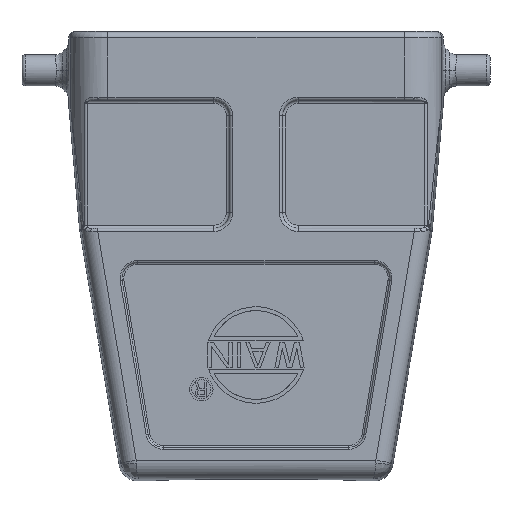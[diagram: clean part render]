
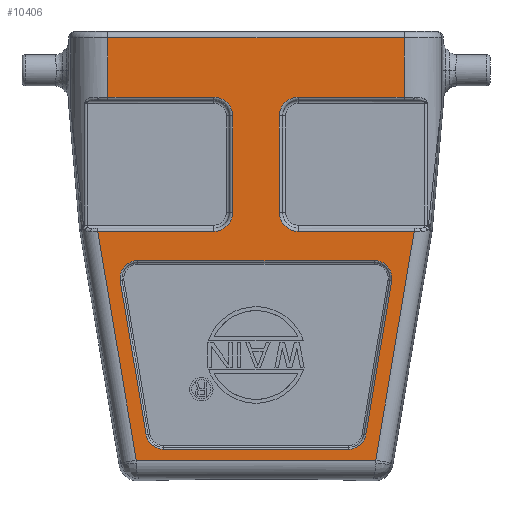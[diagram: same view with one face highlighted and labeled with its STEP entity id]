
A CAD part, front view. The second image highlights one B-rep face of the part: STEP entity #10406.
In plain terms, the highlighted planar face has unit normal (0, -1, 0).
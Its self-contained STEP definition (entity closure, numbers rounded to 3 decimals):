
#267=DIRECTION('',(0.166,0.,0.986));
#268=VECTOR('',#267,37.191);
#269=CARTESIAN_POINT('',(19.187,-21.5,-68.677));
#270=LINE('',#269,#268);
#271=CARTESIAN_POINT('',(25.352,-21.5,-32.));
#313=DIRECTION('',(-1.,0.,0.));
#314=VECTOR('',#313,38.375);
#315=CARTESIAN_POINT('',(19.187,-21.5,-68.677));
#316=LINE('',#315,#314);
#321=DIRECTION('',(-1.,0.,0.));
#322=VECTOR('',#321,16.979);
#323=CARTESIAN_POINT('',(-6.75,-21.5,-10.5));
#324=LINE('',#323,#322);
#325=DIRECTION('',(0.,0.,1.));
#326=VECTOR('',#325,9.5);
#327=CARTESIAN_POINT('',(-23.729,-21.5,-10.5));
#328=LINE('',#327,#326);
#329=DIRECTION('',(0.,0.,-1.));
#330=VECTOR('',#329,9.5);
#331=CARTESIAN_POINT('',(23.729,-21.5,-1.));
#332=LINE('',#331,#330);
#333=DIRECTION('',(-1.,0.,0.));
#334=VECTOR('',#333,16.979);
#335=CARTESIAN_POINT('',(23.729,-21.5,-10.5));
#336=LINE('',#335,#334);
#337=CARTESIAN_POINT('',(6.75,-21.5,-13.5));
#338=DIRECTION('',(0.,-1.,0.));
#339=DIRECTION('',(0.,0.,1.));
#340=AXIS2_PLACEMENT_3D('',#337,#338,#339);
#342=DIRECTION('',(0.,0.,-1.));
#343=VECTOR('',#342,15.5);
#344=CARTESIAN_POINT('',(3.75,-21.5,-13.5));
#345=LINE('',#344,#343);
#346=CARTESIAN_POINT('',(6.75,-21.5,-29.));
#347=DIRECTION('',(0.,-1.,0.));
#348=DIRECTION('',(-1.,0.,0.));
#349=AXIS2_PLACEMENT_3D('',#346,#347,#348);
#351=DIRECTION('',(1.,0.,0.));
#352=VECTOR('',#351,18.602);
#353=CARTESIAN_POINT('',(6.75,-21.5,-32.));
#354=LINE('',#353,#352);
#355=DIRECTION('',(1.,0.,0.));
#356=VECTOR('',#355,18.615);
#357=CARTESIAN_POINT('',(-25.365,-21.5,-32.));
#358=LINE('',#357,#356);
#359=CARTESIAN_POINT('',(-6.75,-21.5,-29.));
#360=DIRECTION('',(0.,-1.,0.));
#361=DIRECTION('',(0.,0.,-1.));
#362=AXIS2_PLACEMENT_3D('',#359,#360,#361);
#364=DIRECTION('',(0.,0.,1.));
#365=VECTOR('',#364,15.5);
#366=CARTESIAN_POINT('',(-3.75,-21.5,-29.));
#367=LINE('',#366,#365);
#368=CARTESIAN_POINT('',(-6.75,-21.5,-13.5));
#369=DIRECTION('',(0.,-1.,0.));
#370=DIRECTION('',(1.,0.,0.));
#371=AXIS2_PLACEMENT_3D('',#368,#369,#370);
#377=DIRECTION('',(1.,0.,0.));
#378=VECTOR('',#377,29.678);
#379=CARTESIAN_POINT('',(-14.84,-21.5,-66.925));
#380=LINE('',#379,#378);
#413=CARTESIAN_POINT('',(-14.84,-21.5,
-64.125));
#414=DIRECTION('',(0.,-1.,0.));
#415=DIRECTION('',(-0.986,0.,-0.166));
#416=AXIS2_PLACEMENT_3D('',#413,#414,#415);
#432=DIRECTION('',(0.166,0.,-0.986));
#433=VECTOR('',#432,24.971);
#434=CARTESIAN_POINT('',(-21.748,-21.5,-39.965));
#435=LINE('',#434,#433);
#473=CARTESIAN_POINT('',(-18.987,-21.5,-39.5));
#474=DIRECTION('',(0.,-1.,0.));
#475=DIRECTION('',(0.,0.,1.));
#476=AXIS2_PLACEMENT_3D('',#473,#474,#475);
#487=DIRECTION('',(-1.,0.,0.));
#488=VECTOR('',#487,37.964);
#489=CARTESIAN_POINT('',(18.977,-21.5,-36.7));
#490=LINE('',#489,#488);
#523=CARTESIAN_POINT('',(18.977,-21.5,-39.5));
#524=DIRECTION('',(0.,-1.,0.));
#525=DIRECTION('',(0.986,0.,-0.166));
#526=AXIS2_PLACEMENT_3D('',#523,#524,#525);
#542=DIRECTION('',(0.166,0.,0.986));
#543=VECTOR('',#542,24.97);
#544=CARTESIAN_POINT('',(17.599,-21.5,-64.589));
#545=LINE('',#544,#543);
#583=CARTESIAN_POINT('',(14.838,-21.5,-64.125));
#584=DIRECTION('',(0.,-1.,0.));
#585=DIRECTION('',(0.,0.,-1.));
#586=AXIS2_PLACEMENT_3D('',#583,#584,#585);
#2046=DIRECTION('',(-1.,0.,0.));
#2047=VECTOR('',#2046,47.457);
#2048=CARTESIAN_POINT('',(23.729,-21.5,-1.));
#2049=LINE('',#2048,#2047);
#2282=DIRECTION('',(0.166,0.,-0.986));
#2283=VECTOR('',#2282,37.193);
#2284=CARTESIAN_POINT('',(-25.365,-21.5,-32.));
#2285=LINE('',#2284,#2283);
#8254=CARTESIAN_POINT('',(-14.84,-21.5,-66.925));
#8255=CARTESIAN_POINT('',(14.838,-21.5,-66.925));
#8256=VERTEX_POINT('',#8254);
#8257=VERTEX_POINT('',#8255);
#8262=CARTESIAN_POINT('',(18.977,-21.5,-36.7));
#8263=CARTESIAN_POINT('',(-18.987,-21.5,-36.7));
#8264=VERTEX_POINT('',#8262);
#8265=VERTEX_POINT('',#8263);
#8270=CARTESIAN_POINT('',(-23.729,-21.5,-1.));
#8271=VERTEX_POINT('',#8270);
#8272=CARTESIAN_POINT('',(23.729,-21.5,-1.));
#8273=VERTEX_POINT('',#8272);
#8348=CARTESIAN_POINT('',(19.187,-21.5,
-68.677));
#8349=CARTESIAN_POINT('',(-19.188,-21.5,
-68.677));
#8350=VERTEX_POINT('',#8348);
#8351=VERTEX_POINT('',#8349);
#8378=CARTESIAN_POINT('',(-21.748,-21.5,-39.965));
#8379=CARTESIAN_POINT('',(-17.601,-21.5,-64.59));
#8380=VERTEX_POINT('',#8378);
#8381=VERTEX_POINT('',#8379);
#8384=CARTESIAN_POINT('',(17.599,-21.5,
-64.589));
#8385=VERTEX_POINT('',#8384);
#8388=CARTESIAN_POINT('',(21.738,-21.5,-39.964));
#8389=VERTEX_POINT('',#8388);
#9542=CARTESIAN_POINT('',(-23.729,-21.5,-10.5));
#9543=VERTEX_POINT('',#9542);
#9546=CARTESIAN_POINT('',(-6.75,-21.5,-10.5));
#9547=VERTEX_POINT('',#9546);
#9550=CARTESIAN_POINT('',(-3.75,-21.5,-13.5));
#9551=VERTEX_POINT('',#9550);
#9554=CARTESIAN_POINT('',(-3.75,-21.5,-29.));
#9555=VERTEX_POINT('',#9554);
#9558=CARTESIAN_POINT('',(-6.75,-21.5,-32.));
#9559=VERTEX_POINT('',#9558);
#9562=CARTESIAN_POINT('',(-25.365,-21.5,-32.));
#9563=VERTEX_POINT('',#9562);
#9587=VERTEX_POINT('',#271);
#9590=CARTESIAN_POINT('',(6.75,-21.5,-32.));
#9591=VERTEX_POINT('',#9590);
#9594=CARTESIAN_POINT('',(3.75,-21.5,-29.));
#9595=VERTEX_POINT('',#9594);
#9598=CARTESIAN_POINT('',(3.75,-21.5,-13.5));
#9599=VERTEX_POINT('',#9598);
#9602=CARTESIAN_POINT('',(6.75,-21.5,-10.5));
#9603=VERTEX_POINT('',#9602);
#9606=CARTESIAN_POINT('',(23.729,-21.5,-10.5));
#9607=VERTEX_POINT('',#9606);
#10351=CARTESIAN_POINT('',(0.,-21.5,0.));
#10352=DIRECTION('',(0.,1.,0.));
#10353=DIRECTION('',(1.,0.,0.));
#10354=AXIS2_PLACEMENT_3D('',#10351,#10352,#10353);
#10355=PLANE('',#10354);
#10357=ORIENTED_EDGE('',*,*,#10356,.T.);
#10359=ORIENTED_EDGE('',*,*,#10358,.T.);
#10361=ORIENTED_EDGE('',*,*,#10360,.F.);
#10363=ORIENTED_EDGE('',*,*,#10362,.T.);
#10365=ORIENTED_EDGE('',*,*,#10364,.T.);
#10367=ORIENTED_EDGE('',*,*,#10366,.T.);
#10369=ORIENTED_EDGE('',*,*,#10368,.T.);
#10371=ORIENTED_EDGE('',*,*,#10370,.T.);
#10373=ORIENTED_EDGE('',*,*,#10372,.T.);
#10374=ORIENTED_EDGE('',*,*,#10296,.F.);
#10375=ORIENTED_EDGE('',*,*,#10338,.T.);
#10377=ORIENTED_EDGE('',*,*,#10376,.F.);
#10379=ORIENTED_EDGE('',*,*,#10378,.T.);
#10381=ORIENTED_EDGE('',*,*,#10380,.T.);
#10383=ORIENTED_EDGE('',*,*,#10382,.T.);
#10385=ORIENTED_EDGE('',*,*,#10384,.T.);
#10386=EDGE_LOOP('',(#10357,#10359,#10361,#10363,#10365,#10367,#10369,#10371,
#10373,#10374,#10375,#10377,#10379,#10381,#10383,#10385));
#10387=FACE_OUTER_BOUND('',#10386,.F.);
#10389=ORIENTED_EDGE('',*,*,#10388,.T.);
#10391=ORIENTED_EDGE('',*,*,#10390,.T.);
#10393=ORIENTED_EDGE('',*,*,#10392,.T.);
#10395=ORIENTED_EDGE('',*,*,#10394,.T.);
#10397=ORIENTED_EDGE('',*,*,#10396,.T.);
#10399=ORIENTED_EDGE('',*,*,#10398,.T.);
#10401=ORIENTED_EDGE('',*,*,#10400,.T.);
#10403=ORIENTED_EDGE('',*,*,#10402,.T.);
#10404=EDGE_LOOP('',(#10389,#10391,#10393,#10395,#10397,#10399,#10401,#10403));
#10405=FACE_BOUND('',#10404,.F.);
#341=CIRCLE('',#340,3.);
#350=CIRCLE('',#349,3.);
#363=CIRCLE('',#362,3.);
#372=CIRCLE('',#371,3.);
#417=CIRCLE('',#416,2.8);
#477=CIRCLE('',#476,2.8);
#527=CIRCLE('',#526,2.8);
#587=CIRCLE('',#586,2.8);
#10296=EDGE_CURVE('',#8350,#9587,#270,.T.);
#10338=EDGE_CURVE('',#8350,#8351,#316,.T.);
#10356=EDGE_CURVE('',#9547,#9543,#324,.T.);
#10358=EDGE_CURVE('',#9543,#8271,#328,.T.);
#10360=EDGE_CURVE('',#8273,#8271,#2049,.T.);
#10362=EDGE_CURVE('',#8273,#9607,#332,.T.);
#10364=EDGE_CURVE('',#9607,#9603,#336,.T.);
#10366=EDGE_CURVE('',#9603,#9599,#341,.T.);
#10368=EDGE_CURVE('',#9599,#9595,#345,.T.);
#10370=EDGE_CURVE('',#9595,#9591,#350,.T.);
#10372=EDGE_CURVE('',#9591,#9587,#354,.T.);
#10376=EDGE_CURVE('',#9563,#8351,#2285,.T.);
#10378=EDGE_CURVE('',#9563,#9559,#358,.T.);
#10380=EDGE_CURVE('',#9559,#9555,#363,.T.);
#10382=EDGE_CURVE('',#9555,#9551,#367,.T.);
#10384=EDGE_CURVE('',#9551,#9547,#372,.T.);
#10388=EDGE_CURVE('',#8256,#8257,#380,.T.);
#10390=EDGE_CURVE('',#8257,#8385,#587,.T.);
#10392=EDGE_CURVE('',#8385,#8389,#545,.T.);
#10394=EDGE_CURVE('',#8389,#8264,#527,.T.);
#10396=EDGE_CURVE('',#8264,#8265,#490,.T.);
#10398=EDGE_CURVE('',#8265,#8380,#477,.T.);
#10400=EDGE_CURVE('',#8380,#8381,#435,.T.);
#10402=EDGE_CURVE('',#8381,#8256,#417,.T.);
#10406=ADVANCED_FACE('',(#10387,#10405),#10355,.F.);
